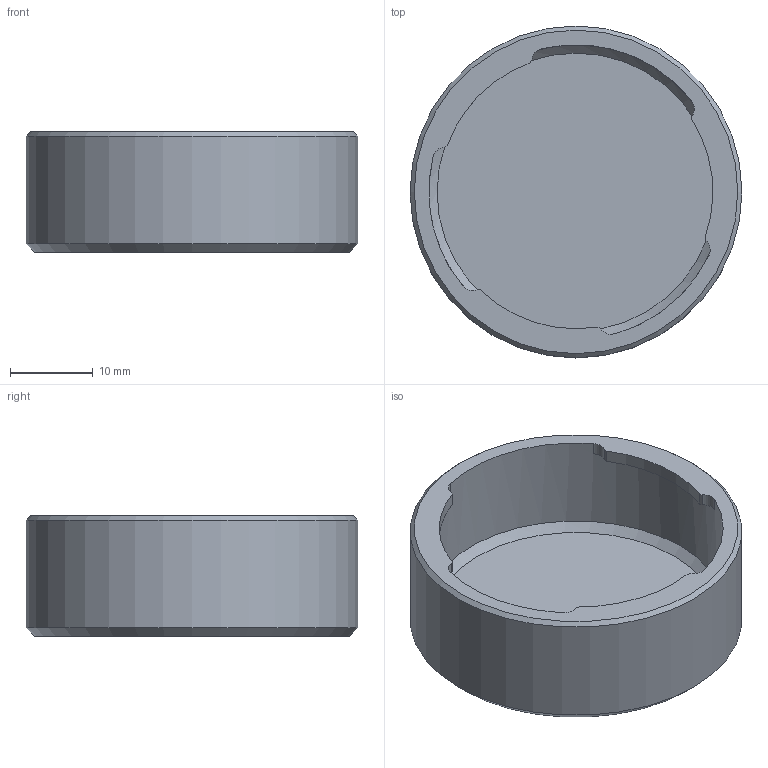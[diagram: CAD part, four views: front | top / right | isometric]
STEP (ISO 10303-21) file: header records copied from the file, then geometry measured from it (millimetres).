
FILE_DESCRIPTION(/* description */ (''),/* implementation_level */ '2;1');
FILE_NAME(/* name */ 'baseRearCap_DKL',/* time_stamp */ '2023-12-05T12:16:56-05:00',/* author */ ('George Moua'),/* organization */ ('Archive 663'),/* preprocessor_version */ 'ST-DEVELOPER v16.7',/* originating_system */ 'Solid Edge',/* authorisation */ 'Unknown');
FILE_SCHEMA (('AUTOMOTIVE_DESIGN {1 0 10303 214 3 1 1}'));
Length unit declared in the file: millimetre
Products named in the file (3): mountLensBase; mountLensBase_DKL_oa_0; baseRearCap_DKL
Assembly tree (2 placements, depth 3):
  mountLensBase
    mountLensBase_DKL_oa_0
      baseRearCap_DKL
Bounding box: 40 x 40 x 14.5 mm (x, y, z)
Volume: 5838.6 mm3; surface area: 5748.2 mm2
Topology: 1 solids, 1 shells, 69 faces, 179 edges, 118 vertices
Faces by surface type: plane 45, cone 13, cylinder 11
Full cylindrical faces by diameter (mm): 35.5 x1, 40 x1
Entity records: 2136 total; most frequent: CARTESIAN_POINT 366, DIRECTION 362, ORIENTED_EDGE 342, EDGE_CURVE 171, AXIS2_PLACEMENT_3D 121, LINE 120, VECTOR 120, VERTEX_POINT 117
